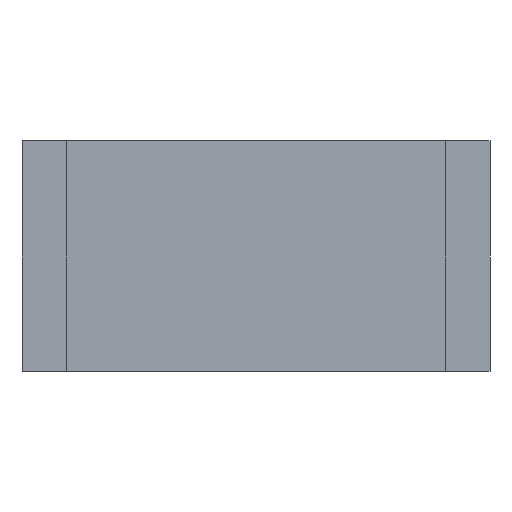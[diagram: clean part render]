
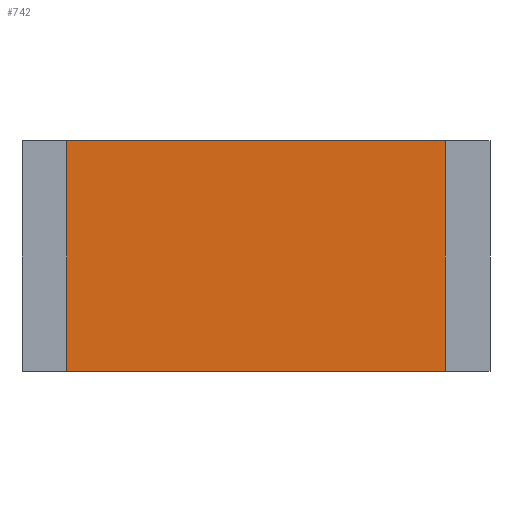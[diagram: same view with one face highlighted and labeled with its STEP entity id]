
A CAD part, front view. The second image highlights one B-rep face of the part: STEP entity #742.
In plain terms, the highlighted planar face has unit normal (0, -1, 0).
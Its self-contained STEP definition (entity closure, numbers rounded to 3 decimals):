
#11 = AXIS2_PLACEMENT_3D ( 'NONE', #852, #123, #274 ) ;
#19 = VERTEX_POINT ( 'NONE', #352 ) ;
#21 = CARTESIAN_POINT ( 'NONE',  ( 3.112, 0.037, -7.804 ) ) ;
#25 = ORIENTED_EDGE ( 'NONE', *, *, #981, .T. ) ;
#32 = CARTESIAN_POINT ( 'NONE',  ( 3.112, 0.037, 1.55 ) ) ;
#39 = VECTOR ( 'NONE', #409, 1000. ) ;
#71 = ORIENTED_EDGE ( 'NONE', *, *, #430, .F. ) ;
#80 = EDGE_CURVE ( 'NONE', #169, #19, #703, .T. ) ;
#84 = VECTOR ( 'NONE', #284, 1000. ) ;
#87 = CARTESIAN_POINT ( 'NONE',  ( 3.112, 0.037, -1.55 ) ) ;
#110 = PLANE ( 'NONE',  #11 ) ;
#123 = DIRECTION ( 'NONE',  ( 0., -1., 0. ) ) ;
#169 = VERTEX_POINT ( 'NONE', #501 ) ;
#202 = ORIENTED_EDGE ( 'NONE', *, *, #80, .F. ) ;
#247 = LINE ( 'NONE', #21, #39 ) ;
#253 = VECTOR ( 'NONE', #674, 1000. ) ;
#274 = DIRECTION ( 'NONE',  ( 0., 0., -1. ) ) ;
#284 = DIRECTION ( 'NONE',  ( 1., 0., 0. ) ) ;
#304 = LINE ( 'NONE', #365, #84 ) ;
#318 = CARTESIAN_POINT ( 'NONE',  ( -3.112, 0.037, -1.55 ) ) ;
#331 = VERTEX_POINT ( 'NONE', #32 ) ;
#352 = CARTESIAN_POINT ( 'NONE',  ( -3.112, 0.037, 1.55 ) ) ;
#365 = CARTESIAN_POINT ( 'NONE',  ( -3.112, 0.037, 1.55 ) ) ;
#398 = VERTEX_POINT ( 'NONE', #87 ) ;
#409 = DIRECTION ( 'NONE',  ( 0., 0., 1. ) ) ;
#430 = EDGE_CURVE ( 'NONE', #19, #331, #304, .T. ) ;
#483 = ORIENTED_EDGE ( 'NONE', *, *, #692, .T. ) ;
#501 = CARTESIAN_POINT ( 'NONE',  ( -3.112, 0.037, -1.55 ) ) ;
#564 = DIRECTION ( 'NONE',  ( 1., 0., 0. ) ) ;
#597 = CARTESIAN_POINT ( 'NONE',  ( -3.112, 0.037, -7.804 ) ) ;
#644 = EDGE_LOOP ( 'NONE', ( #202, #483, #25, #71 ) ) ;
#674 = DIRECTION ( 'NONE',  ( 0., 0., 1. ) ) ;
#692 = EDGE_CURVE ( 'NONE', #169, #398, #1018, .T. ) ;
#703 = LINE ( 'NONE', #597, #253 ) ;
#742 = ADVANCED_FACE ( 'NONE', ( #1006 ), #110, .T. ) ;
#794 = VECTOR ( 'NONE', #564, 1000. ) ;
#852 = CARTESIAN_POINT ( 'NONE',  ( -3.112, 0.037, -7.804 ) ) ;
#981 = EDGE_CURVE ( 'NONE', #398, #331, #247, .T. ) ;
#1006 = FACE_OUTER_BOUND ( 'NONE', #644, .T. ) ;
#1018 = LINE ( 'NONE', #318, #794 ) ;
